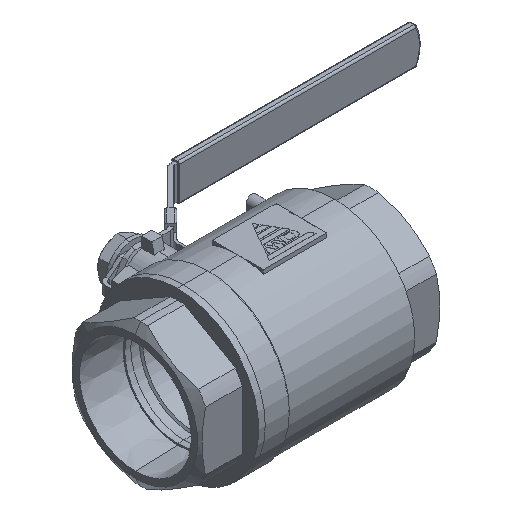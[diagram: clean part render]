
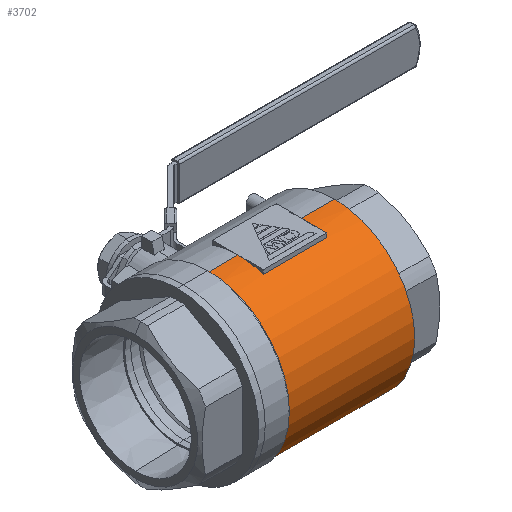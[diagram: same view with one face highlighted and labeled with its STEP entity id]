
A CAD part, isometric view. The second image highlights one B-rep face of the part: STEP entity #3702.
In plain terms, the highlighted cylindrical face has radius 63 mm (diameter 126 mm), a partial arc.
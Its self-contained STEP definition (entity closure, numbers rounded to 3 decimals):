
#25 = VERTEX_POINT ( 'NONE', #1658 ) ;
#83 = VERTEX_POINT ( 'NONE', #3922 ) ;
#88 = VERTEX_POINT ( 'NONE', #3954 ) ;
#130 = VERTEX_POINT ( 'NONE', #3891 ) ;
#153 = VERTEX_POINT ( 'NONE', #12373 ) ;
#156 = VERTEX_POINT ( 'NONE', #12377 ) ;
#170 = VERTEX_POINT ( 'NONE', #1793 ) ;
#180 = VERTEX_POINT ( 'NONE', #1791 ) ;
#479 = VERTEX_POINT ( 'NONE', #1780 ) ;
#482 = VERTEX_POINT ( 'NONE', #1697 ) ;
#518 = VERTEX_POINT ( 'NONE', #1961 ) ;
#589 = VERTEX_POINT ( 'NONE', #1776 ) ;
#661 = AXIS2_PLACEMENT_3D ( 'NONE', #10055, #10054, #10052 ) ;
#1081 = EDGE_LOOP ( 'NONE', ( #5630, #5615, #5648, #5638, #5643, #5707, #5700, #5659, #5702, #5719, #5680, #5694 ) ) ;
#1658 = CARTESIAN_POINT ( 'NONE',  ( -37.75, 0., -63. ) ) ;
#1697 = CARTESIAN_POINT ( 'NONE',  ( 35.75, -20., 59.741 ) ) ;
#1776 = CARTESIAN_POINT ( 'NONE',  ( -14.25, -20., -59.741 ) ) ;
#1780 = CARTESIAN_POINT ( 'NONE',  ( 35.75, -20., -59.741 ) ) ;
#1791 = CARTESIAN_POINT ( 'NONE',  ( 61.75, 0., 63. ) ) ;
#1793 = CARTESIAN_POINT ( 'NONE',  ( 35.75, 0., -63. ) ) ;
#1961 = CARTESIAN_POINT ( 'NONE',  ( -14.25, -20., 59.741 ) ) ;
#2297 = EDGE_CURVE ( 'NONE', #518, #482, #6352, .T. ) ;
#2310 = EDGE_CURVE ( 'NONE', #518, #130, #6377, .T. ) ;
#2325 = EDGE_CURVE ( 'NONE', #83, #25, #6398, .T. ) ;
#2326 = EDGE_CURVE ( 'NONE', #153, #589, #6402, .T. ) ;
#2327 = EDGE_CURVE ( 'NONE', #479, #589, #6403, .T. ) ;
#2328 = EDGE_CURVE ( 'NONE', #170, #479, #6404, .T. ) ;
#2329 = EDGE_CURVE ( 'NONE', #156, #180, #6406, .T. ) ;
#2330 = EDGE_CURVE ( 'NONE', #482, #88, #6407, .T. ) ;
#2406 = EDGE_CURVE ( 'NONE', #25, #153, #6503, .T. ) ;
#2423 = EDGE_CURVE ( 'NONE', #170, #156, #7759, .T. ) ;
#2452 = EDGE_CURVE ( 'NONE', #83, #130, #7802, .T. ) ;
#2501 = EDGE_CURVE ( 'NONE', #88, #180, #7855, .T. ) ;
#3512 = AXIS2_PLACEMENT_3D ( 'NONE', #6844, #6845, #6846 ) ;
#3515 = AXIS2_PLACEMENT_3D ( 'NONE', #6887, #6888, #6889 ) ;
#3516 = AXIS2_PLACEMENT_3D ( 'NONE', #6890, #6891, #6892 ) ;
#3517 = AXIS2_PLACEMENT_3D ( 'NONE', #6894, #6895, #6896 ) ;
#3518 = AXIS2_PLACEMENT_3D ( 'NONE', #6898, #6899, #6900 ) ;
#3519 = AXIS2_PLACEMENT_3D ( 'NONE', #6903, #6904, #6905 ) ;
#3702 = ADVANCED_FACE ( 'NONE', ( #8704 ), #8709, .T. ) ;
#3891 = CARTESIAN_POINT ( 'NONE',  ( -14.25, 0., 63. ) ) ;
#3922 = CARTESIAN_POINT ( 'NONE',  ( -37.75, 0., 63. ) ) ;
#3954 = CARTESIAN_POINT ( 'NONE',  ( 35.75, 0., 63. ) ) ;
#5615 = ORIENTED_EDGE ( 'NONE', *, *, #2325, .T. ) ;
#5630 = ORIENTED_EDGE ( 'NONE', *, *, #2452, .F. ) ;
#5638 = ORIENTED_EDGE ( 'NONE', *, *, #2326, .T. ) ;
#5643 = ORIENTED_EDGE ( 'NONE', *, *, #2327, .F. ) ;
#5648 = ORIENTED_EDGE ( 'NONE', *, *, #2406, .T. ) ;
#5659 = ORIENTED_EDGE ( 'NONE', *, *, #2329, .T. ) ;
#5680 = ORIENTED_EDGE ( 'NONE', *, *, #2297, .F. ) ;
#5694 = ORIENTED_EDGE ( 'NONE', *, *, #2310, .T. ) ;
#5700 = ORIENTED_EDGE ( 'NONE', *, *, #2423, .T. ) ;
#5702 = ORIENTED_EDGE ( 'NONE', *, *, #2501, .F. ) ;
#5707 = ORIENTED_EDGE ( 'NONE', *, *, #2328, .F. ) ;
#5719 = ORIENTED_EDGE ( 'NONE', *, *, #2330, .F. ) ;
#6352 = LINE ( 'NONE', #6803, #6355 ) ;
#6355 = VECTOR ( 'NONE', #6804, 1000. ) ;
#6377 = CIRCLE ( 'NONE', #3512, 63. ) ;
#6398 = CIRCLE ( 'NONE', #3515, 63. ) ;
#6402 = CIRCLE ( 'NONE', #3516, 63. ) ;
#6403 = LINE ( 'NONE', #6885, #6405 ) ;
#6404 = CIRCLE ( 'NONE', #3517, 63. ) ;
#6405 = VECTOR ( 'NONE', #6886, 1000. ) ;
#6406 = CIRCLE ( 'NONE', #3518, 63. ) ;
#6407 = CIRCLE ( 'NONE', #3519, 63. ) ;
#6503 = LINE ( 'NONE', #7219, #6505 ) ;
#6505 = VECTOR ( 'NONE', #7220, 1000. ) ;
#6803 = CARTESIAN_POINT ( 'NONE',  ( 0., -20., 59.741 ) ) ;
#6804 = DIRECTION ( 'NONE',  ( 1., 0., 0. ) ) ;
#6844 = CARTESIAN_POINT ( 'NONE',  ( -14.25, 0., 0. ) ) ;
#6845 = DIRECTION ( 'NONE',  ( -1., 0., 0. ) ) ;
#6846 = DIRECTION ( 'NONE',  ( 0., 0., -1. ) ) ;
#6885 = CARTESIAN_POINT ( 'NONE',  ( 0., -20., -59.741 ) ) ;
#6886 = DIRECTION ( 'NONE',  ( -1., 0., 0. ) ) ;
#6887 = CARTESIAN_POINT ( 'NONE',  ( -37.75, 0., 0. ) ) ;
#6888 = DIRECTION ( 'NONE',  ( 1., 0., 0. ) ) ;
#6889 = DIRECTION ( 'NONE',  ( 0., 0., -1. ) ) ;
#6890 = CARTESIAN_POINT ( 'NONE',  ( -14.25, 0., 0. ) ) ;
#6891 = DIRECTION ( 'NONE',  ( -1., 0., 0. ) ) ;
#6892 = DIRECTION ( 'NONE',  ( 0., 0., -1. ) ) ;
#6894 = CARTESIAN_POINT ( 'NONE',  ( 35.75, 0., 0. ) ) ;
#6895 = DIRECTION ( 'NONE',  ( -1., 0., 0. ) ) ;
#6896 = DIRECTION ( 'NONE',  ( 0., 0., -1. ) ) ;
#6898 = CARTESIAN_POINT ( 'NONE',  ( 61.75, 0., 0. ) ) ;
#6899 = DIRECTION ( 'NONE',  ( -1., 0., 0. ) ) ;
#6900 = DIRECTION ( 'NONE',  ( 0., 0., -1. ) ) ;
#6903 = CARTESIAN_POINT ( 'NONE',  ( 35.75, 0., 0. ) ) ;
#6904 = DIRECTION ( 'NONE',  ( -1., 0., 0. ) ) ;
#6905 = DIRECTION ( 'NONE',  ( 0., 0., -1. ) ) ;
#7219 = CARTESIAN_POINT ( 'NONE',  ( 0., 0., -63. ) ) ;
#7220 = DIRECTION ( 'NONE',  ( 1., 0., 0. ) ) ;
#7287 = CARTESIAN_POINT ( 'NONE',  ( 0., 0., -63. ) ) ;
#7292 = DIRECTION ( 'NONE',  ( 1., 0., 0. ) ) ;
#7356 = CARTESIAN_POINT ( 'NONE',  ( 0., 0., 63. ) ) ;
#7361 = DIRECTION ( 'NONE',  ( 1., 0., 0. ) ) ;
#7553 = DIRECTION ( 'NONE',  ( 1., 0., 0. ) ) ;
#7554 = CARTESIAN_POINT ( 'NONE',  ( 0., 0., 63. ) ) ;
#7759 = LINE ( 'NONE', #7287, #7760 ) ;
#7760 = VECTOR ( 'NONE', #7292, 1000. ) ;
#7802 = LINE ( 'NONE', #7356, #7804 ) ;
#7804 = VECTOR ( 'NONE', #7361, 1000. ) ;
#7855 = LINE ( 'NONE', #7554, #7857 ) ;
#7857 = VECTOR ( 'NONE', #7553, 1000. ) ;
#8704 = FACE_OUTER_BOUND ( 'NONE', #1081, .T. ) ;
#8709 = CYLINDRICAL_SURFACE ( 'NONE', #661, 63. ) ;
#10052 = DIRECTION ( 'NONE',  ( 0., 0., -1. ) ) ;
#10054 = DIRECTION ( 'NONE',  ( 1., 0., 0. ) ) ;
#10055 = CARTESIAN_POINT ( 'NONE',  ( 0., 0., 0. ) ) ;
#12373 = CARTESIAN_POINT ( 'NONE',  ( -14.25, 0., -63. ) ) ;
#12377 = CARTESIAN_POINT ( 'NONE',  ( 61.75, 0., -63. ) ) ;
